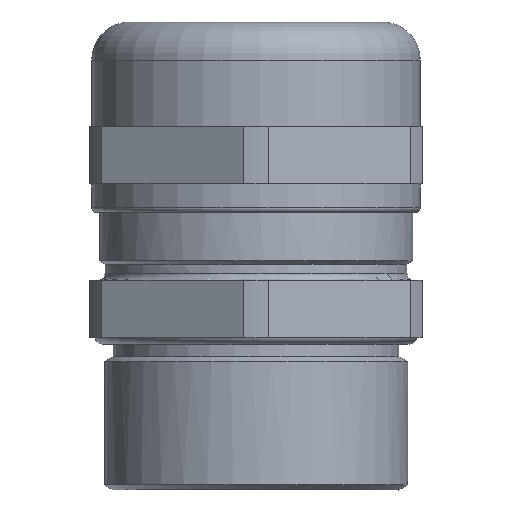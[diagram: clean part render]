
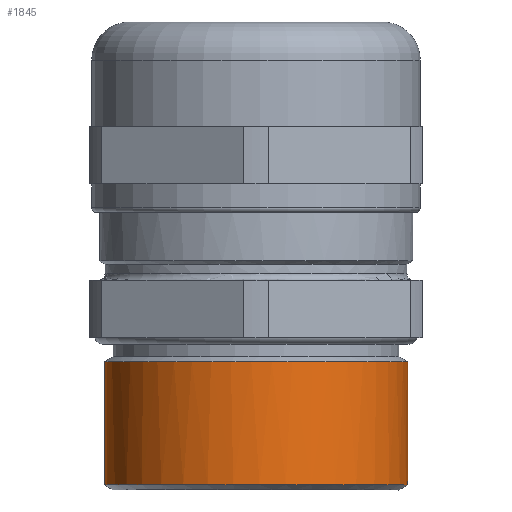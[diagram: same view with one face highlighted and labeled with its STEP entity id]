
A CAD part, front view. The second image highlights one B-rep face of the part: STEP entity #1845.
In plain terms, the highlighted cylindrical face has radius 15.92 mm (diameter 31.84 mm), a partial arc.
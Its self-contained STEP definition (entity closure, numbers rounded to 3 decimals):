
#1658=AXIS2_PLACEMENT_3D('Circle Axis2P3D',#1656,#1657,$) ;
#1806=AXIS2_PLACEMENT_3D('Cylinder Axis2P3D',#1803,#1804,#1805) ;
#1653=CARTESIAN_POINT('Vertex',(33.416,19.876,0.53)) ;
#1656=CARTESIAN_POINT('Axis2P3D Location',(17.5,19.5,0.53)) ;
#1660=CARTESIAN_POINT('Vertex',(1.584,19.124,0.53)) ;
#1803=CARTESIAN_POINT('Axis2P3D Location',(17.5,19.5,24.569)) ;
#1808=CARTESIAN_POINT('Line Origine',(33.416,19.876,24.569)) ;
#1812=CARTESIAN_POINT('Vertex',(33.416,19.876,13.466)) ;
#1816=CARTESIAN_POINT('Control Point',(33.416,19.876,13.466)) ;
#1817=CARTESIAN_POINT('Control Point',(33.475,17.376,13.466)) ;
#1818=CARTESIAN_POINT('Control Point',(33.043,14.864,13.466)) ;
#1819=CARTESIAN_POINT('Control Point',(32.116,12.47,13.466)) ;
#1820=CARTESIAN_POINT('Control Point',(29.375,8.173,13.466)) ;
#1821=CARTESIAN_POINT('Control Point',(25.212,5.232,13.466)) ;
#1822=CARTESIAN_POINT('Control Point',(22.864,4.193,13.466)) ;
#1823=CARTESIAN_POINT('Control Point',(17.887,3.094,13.466)) ;
#1824=CARTESIAN_POINT('Control Point',(12.864,3.957,13.466)) ;
#1825=CARTESIAN_POINT('Control Point',(10.47,4.884,13.466)) ;
#1826=CARTESIAN_POINT('Control Point',(6.173,7.625,13.466)) ;
#1827=CARTESIAN_POINT('Control Point',(3.232,11.788,13.466)) ;
#1828=CARTESIAN_POINT('Control Point',(2.193,14.136,13.466)) ;
#1829=CARTESIAN_POINT('Control Point',(1.643,16.624,13.466)) ;
#1830=CARTESIAN_POINT('Control Point',(1.584,19.124,13.466)) ;
#1831=CARTESIAN_POINT('Vertex',(1.584,19.124,13.466)) ;
#1834=CARTESIAN_POINT('Line Origine',(1.584,19.124,24.569)) ;
#1657=DIRECTION('Axis2P3D Direction',(0.,0.,1.)) ;
#1804=DIRECTION('Axis2P3D Direction',(-0.,0.,-1.)) ;
#1805=DIRECTION('Axis2P3D XDirection',(1.,0.024,0.)) ;
#1809=DIRECTION('Vector Direction',(0.,0.,-1.)) ;
#1835=DIRECTION('Vector Direction',(0.,0.,-1.)) ;
#1810=VECTOR('Line Direction',#1809,1.) ;
#1836=VECTOR('Line Direction',#1835,1.) ;
#1840=ORIENTED_EDGE('',*,*,#1662,.F.) ;
#1841=ORIENTED_EDGE('',*,*,#1814,.T.) ;
#1842=ORIENTED_EDGE('',*,*,#1833,.T.) ;
#1843=ORIENTED_EDGE('',*,*,#1838,.F.) ;
#1845=ADVANCED_FACE('K\X2\00F6\X0\rper.2',(#1844),#1807,.T.) ;
#1815=B_SPLINE_CURVE_WITH_KNOTS('',5,(#1816,#1817,#1818,#1819,#1820,#1821,#1822,#1823,#1824,#1825,#1826,#1827,#1828,#1829,#1830),.UNSPECIFIED.,.F.,.U.,(6,3,3,3,6),(-25.007,-12.504,0.,12.504,25.007),.UNSPECIFIED.) ;
#1659=CIRCLE('generated circle',#1658,15.92) ;
#1807=CYLINDRICAL_SURFACE('generated cylinder',#1806,15.92) ;
#1662=EDGE_CURVE('',#1654,#1661,#1659,.F.) ;
#1814=EDGE_CURVE('',#1654,#1813,#1811,.F.) ;
#1833=EDGE_CURVE('',#1813,#1832,#1815,.T.) ;
#1838=EDGE_CURVE('',#1661,#1832,#1837,.F.) ;
#1839=EDGE_LOOP('',(#1840,#1841,#1842,#1843)) ;
#1844=FACE_OUTER_BOUND('',#1839,.T.) ;
#1811=LINE('Line',#1808,#1810) ;
#1837=LINE('Line',#1834,#1836) ;
#1654=VERTEX_POINT('',#1653) ;
#1661=VERTEX_POINT('',#1660) ;
#1813=VERTEX_POINT('',#1812) ;
#1832=VERTEX_POINT('',#1831) ;
